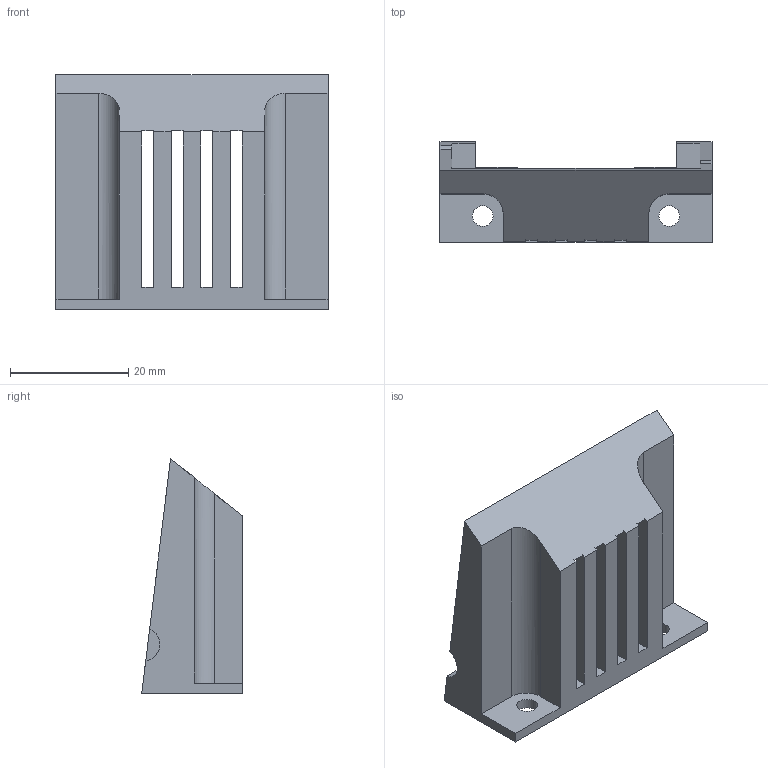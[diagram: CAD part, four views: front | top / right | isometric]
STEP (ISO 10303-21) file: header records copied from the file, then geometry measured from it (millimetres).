
FILE_DESCRIPTION(/* description */ (''),/* implementation_level */ '2;1');
FILE_NAME(/* name */ '1-hotend_wire_cover_V3.step',/* time_stamp */ '2019-04-10T13:10:27+02:00',/* author */ ('edidos'),/* organization */ (''),/* preprocessor_version */ 'ST-DEVELOPER v18',/* originating_system */ 'Autodesk Translation Framework v8.2.0.1029',/* authorisation */ '');
FILE_SCHEMA (('AUTOMOTIVE_DESIGN { 1 0 10303 214 3 1 1 }'));
Length unit declared in the file: millimetre
Products named in the file (1): 1-hotend_wire_cover_V3
Bounding box: 46 x 17 x 39.7 mm (x, y, z)
Volume: 5463.4 mm3; surface area: 6427.3 mm2
Topology: 1 solids, 1 shells, 52 faces, 174 edges, 116 vertices
Faces by surface type: plane 43, cylinder 9
Full cylindrical faces by diameter (mm): 3.5 x2
Entity records: 1933 total; most frequent: ORIENTED_EDGE 348, CARTESIAN_POINT 343, DIRECTION 298, EDGE_CURVE 174, LINE 156, VECTOR 156, VERTEX_POINT 116, AXIS2_PLACEMENT_3D 71
